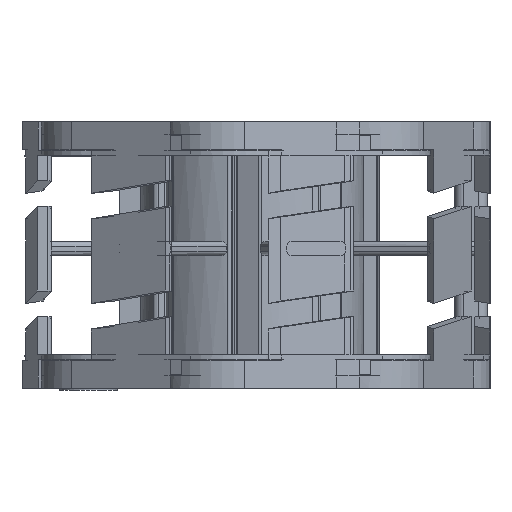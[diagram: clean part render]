
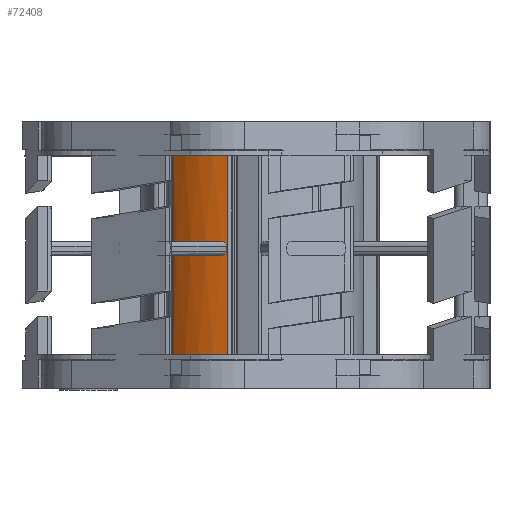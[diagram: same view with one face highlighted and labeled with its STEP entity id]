
A CAD part, left-side view. The second image highlights one B-rep face of the part: STEP entity #72408.
In plain terms, the highlighted cylindrical face has radius 11.61 mm (diameter 23.22 mm), a partial arc.
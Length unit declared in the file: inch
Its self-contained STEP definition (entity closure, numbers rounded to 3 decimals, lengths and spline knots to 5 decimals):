
#1817 = CARTESIAN_POINT ( 'NONE',  ( -0.74691, 0.81507, 0.03622 ) ) ;
#3537 = EDGE_CURVE ( 'NONE', #40522, #25775, #61040, .T. ) ;
#4085 = CARTESIAN_POINT ( 'NONE',  ( -0.63613, 1.02116, 0.05591 ) ) ;
#4227 = DIRECTION ( 'NONE',  ( 0., 0., 1. ) ) ;
#4841 = CARTESIAN_POINT ( 'NONE',  ( -0.74811, 0.80994, 0. ) ) ;
#5178 = VERTEX_POINT ( 'NONE', #11268 ) ;
#5366 = CARTESIAN_POINT ( 'NONE',  ( -0.62725, 1.03041, 0.00009 ) ) ;
#6927 = B_SPLINE_CURVE_WITH_KNOTS ( 'NONE', 3,
 ( #4085, #82534, #67688, #33774 ),
 .UNSPECIFIED., .F., .F.,
 ( 4, 4 ),
 ( 0., 0.00049 ),
 .UNSPECIFIED. ) ;
#6970 = EDGE_CURVE ( 'NONE', #11998, #40915, #41532, .T. ) ;
#7216 = AXIS2_PLACEMENT_3D ( 'NONE', #85676, #23422, #71745 ) ;
#9231 = CARTESIAN_POINT ( 'NONE',  ( -0.74691, 0.81507, 0.04156 ) ) ;
#9568 = CARTESIAN_POINT ( 'NONE',  ( -0.62461, 1.03304, 0. ) ) ;
#9720 = VECTOR ( 'NONE', #4227, 39.37008 ) ;
#11268 = CARTESIAN_POINT ( 'NONE',  ( -0.74691, 0.81507, 0.01654 ) ) ;
#11776 = VERTEX_POINT ( 'NONE', #84018 ) ;
#11998 = VERTEX_POINT ( 'NONE', #74673 ) ;
#12099 = CARTESIAN_POINT ( 'NONE',  ( -0.30232, 0.70891, 0. ) ) ;
#13632 = EDGE_CURVE ( 'NONE', #40522, #35861, #47313, .T. ) ;
#14316 = CARTESIAN_POINT ( 'NONE',  ( -0.74311, 0.83002, -0.00315 ) ) ;
#14596 = ORIENTED_EDGE ( 'NONE', *, *, #27630, .F. ) ;
#14705 = EDGE_CURVE ( 'NONE', #25775, #40912, #25249, .T. ) ;
#14832 = CARTESIAN_POINT ( 'NONE',  ( -0.74811, 0.80994, 0.41339 ) ) ;
#15599 = DIRECTION ( 'NONE',  ( 0., 0., -1. ) ) ;
#16167 = CARTESIAN_POINT ( 'NONE',  ( -0.74446, 0.82493, 0.05388 ) ) ;
#16322 = VERTEX_POINT ( 'NONE', #78952 ) ;
#18722 = ORIENTED_EDGE ( 'NONE', *, *, #57604, .T. ) ;
#21290 = CARTESIAN_POINT ( 'NONE',  ( -0.74163, 0.83515, -0.00315 ) ) ;
#22214 = CARTESIAN_POINT ( 'NONE',  ( -0.30232, 0.70891, -0.00315 ) ) ;
#23422 = DIRECTION ( 'NONE',  ( 0., 0., 1. ) ) ;
#25249 = CIRCLE ( 'NONE', #69726, 0.45709 ) ;
#25264 = DIRECTION ( 'NONE',  ( 0., 0., 1. ) ) ;
#25581 = DIRECTION ( 'NONE',  ( 0., 0., 1. ) ) ;
#25775 = VERTEX_POINT ( 'NONE', #14832 ) ;
#26894 = DIRECTION ( 'NONE',  ( 0., 0., -1. ) ) ;
#27590 = ORIENTED_EDGE ( 'NONE', *, *, #41268, .F. ) ;
#27630 = EDGE_CURVE ( 'NONE', #16322, #40915, #35187, .T. ) ;
#28114 = ORIENTED_EDGE ( 'NONE', *, *, #3537, .T. ) ;
#28270 = CARTESIAN_POINT ( 'NONE',  ( -0.74636, 0.81741, 0.00603 ) ) ;
#30823 = VERTEX_POINT ( 'NONE', #88443 ) ;
#31850 = CARTESIAN_POINT ( 'NONE',  ( -0.63613, 1.02116, -0.00315 ) ) ;
#33434 = CARTESIAN_POINT ( 'NONE',  ( -0.62461, 1.03304, 0. ) ) ;
#33704 = CARTESIAN_POINT ( 'NONE',  ( -0.63168, 1.02592, -0.00315 ) ) ;
#33774 = CARTESIAN_POINT ( 'NONE',  ( -0.62461, 1.03304, 0.04732 ) ) ;
#34372 = CYLINDRICAL_SURFACE ( 'NONE', #62959, 0.45709 ) ;
#35187 = B_SPLINE_CURVE_WITH_KNOTS ( 'NONE', 3,
 ( #70790, #5366, #33704, #61582 ),
 .UNSPECIFIED., .F., .F.,
 ( 4, 4 ),
 ( 0., 0.00049 ),
 .UNSPECIFIED. ) ;
#35861 = VERTEX_POINT ( 'NONE', #50186 ) ;
#37558 = CARTESIAN_POINT ( 'NONE',  ( -0.7431, 0.83002, 0.05591 ) ) ;
#40522 = VERTEX_POINT ( 'NONE', #66776 ) ;
#40912 = VERTEX_POINT ( 'NONE', #52300 ) ;
#40915 = VERTEX_POINT ( 'NONE', #31850 ) ;
#41268 = EDGE_CURVE ( 'NONE', #5178, #11776, #52999, .T. ) ;
#41532 = CIRCLE ( 'NONE', #53453, 0.45709 ) ;
#41987 = EDGE_CURVE ( 'NONE', #40912, #63988, #79687, .T. ) ;
#42852 = CARTESIAN_POINT ( 'NONE',  ( -0.30232, 0.70891, 0.41339 ) ) ;
#45703 = ORIENTED_EDGE ( 'NONE', *, *, #14705, .T. ) ;
#46138 = VECTOR ( 'NONE', #26894, 39.37008 ) ;
#47313 = CIRCLE ( 'NONE', #50288, 0.45709 ) ;
#48689 = LINE ( 'NONE', #33434, #46138 ) ;
#50186 = CARTESIAN_POINT ( 'NONE',  ( -0.62461, 1.03304, -0.41339 ) ) ;
#50285 = CARTESIAN_POINT ( 'NONE',  ( -0.30232, 0.70891, -0.41339 ) ) ;
#50288 = AXIS2_PLACEMENT_3D ( 'NONE', #50285, #78600, #65604 ) ;
#50567 = DIRECTION ( 'NONE',  ( 0., 0., -1. ) ) ;
#51325 = B_SPLINE_CURVE_WITH_KNOTS ( 'NONE', 3,
 ( #1817, #9231, #51949, #16167, #37558, #58925 ),
 .UNSPECIFIED., .F., .F.,
 ( 4, 2, 4 ),
 ( 0., 0.0004, 0.0008 ),
 .UNSPECIFIED. ) ;
#51404 = ORIENTED_EDGE ( 'NONE', *, *, #41987, .T. ) ;
#51949 = CARTESIAN_POINT ( 'NONE',  ( -0.74636, 0.81742, 0.04673 ) ) ;
#52207 = EDGE_CURVE ( 'NONE', #11998, #5178, #59218, .T. ) ;
#52300 = CARTESIAN_POINT ( 'NONE',  ( -0.62461, 1.03304, 0.41339 ) ) ;
#52999 = LINE ( 'NONE', #75718, #9720 ) ;
#53453 = AXIS2_PLACEMENT_3D ( 'NONE', #22214, #50567, #78880 ) ;
#55199 = ORIENTED_EDGE ( 'NONE', *, *, #87194, .T. ) ;
#56004 = CARTESIAN_POINT ( 'NONE',  ( -0.63613, 1.02116, 0.05591 ) ) ;
#57536 = CARTESIAN_POINT ( 'NONE',  ( -0.62461, 1.03304, 0.04732 ) ) ;
#57602 = CIRCLE ( 'NONE', #7216, 0.45709 ) ;
#57604 = EDGE_CURVE ( 'NONE', #16322, #35861, #48689, .T. ) ;
#58450 = CARTESIAN_POINT ( 'NONE',  ( -0.74691, 0.81507, 0.01119 ) ) ;
#58925 = CARTESIAN_POINT ( 'NONE',  ( -0.74163, 0.83515, 0.05591 ) ) ;
#59218 = B_SPLINE_CURVE_WITH_KNOTS ( 'NONE', 3,
 ( #21290, #14316, #72840, #28270, #58450, #77938 ),
 .UNSPECIFIED., .F., .F.,
 ( 4, 2, 4 ),
 ( 0., 0.0004, 0.0008 ),
 .UNSPECIFIED. ) ;
#61040 = LINE ( 'NONE', #4841, #68447 ) ;
#61582 = CARTESIAN_POINT ( 'NONE',  ( -0.63613, 1.02116, -0.00315 ) ) ;
#61596 = ORIENTED_EDGE ( 'NONE', *, *, #72697, .F. ) ;
#62430 = DIRECTION ( 'NONE',  ( -0.549, -0.836, 0. ) ) ;
#62959 = AXIS2_PLACEMENT_3D ( 'NONE', #12099, #25581, #83142 ) ;
#63701 = ORIENTED_EDGE ( 'NONE', *, *, #6970, .T. ) ;
#63988 = VERTEX_POINT ( 'NONE', #57536 ) ;
#65604 = DIRECTION ( 'NONE',  ( -0.549, -0.836, 0. ) ) ;
#66776 = CARTESIAN_POINT ( 'NONE',  ( -0.74811, 0.80994, -0.41339 ) ) ;
#67688 = CARTESIAN_POINT ( 'NONE',  ( -0.62725, 1.03041, 0.05267 ) ) ;
#68447 = VECTOR ( 'NONE', #25264, 39.37008 ) ;
#69390 = DIRECTION ( 'NONE',  ( 0., 0., -1. ) ) ;
#69726 = AXIS2_PLACEMENT_3D ( 'NONE', #42852, #69390, #62430 ) ;
#70635 = VECTOR ( 'NONE', #15599, 39.37008 ) ;
#70650 = ORIENTED_EDGE ( 'NONE', *, *, #79731, .F. ) ;
#70790 = CARTESIAN_POINT ( 'NONE',  ( -0.62461, 1.03304, 0.00543 ) ) ;
#71745 = DIRECTION ( 'NONE',  ( -0.549, -0.836, 0. ) ) ;
#72408 = ADVANCED_FACE ( 'NONE', ( #90115 ), #34372, .T. ) ;
#72697 = EDGE_CURVE ( 'NONE', #11776, #30823, #51325, .T. ) ;
#72840 = CARTESIAN_POINT ( 'NONE',  ( -0.74445, 0.82496, -0.00114 ) ) ;
#74673 = CARTESIAN_POINT ( 'NONE',  ( -0.74163, 0.83515, -0.00315 ) ) ;
#75718 = CARTESIAN_POINT ( 'NONE',  ( -0.74691, 0.81507, 0.01654 ) ) ;
#77938 = CARTESIAN_POINT ( 'NONE',  ( -0.74691, 0.81507, 0.01654 ) ) ;
#78600 = DIRECTION ( 'NONE',  ( 0., 0., -1. ) ) ;
#78880 = DIRECTION ( 'NONE',  ( -0.549, -0.836, 0. ) ) ;
#78952 = CARTESIAN_POINT ( 'NONE',  ( -0.62461, 1.03304, 0.00543 ) ) ;
#79687 = LINE ( 'NONE', #9568, #70635 ) ;
#79731 = EDGE_CURVE ( 'NONE', #88204, #63988, #6927, .T. ) ;
#80284 = EDGE_LOOP ( 'NONE', ( #45703, #51404, #70650, #55199, #61596, #27590, #81864, #63701, #14596, #18722, #84619, #28114 ) ) ;
#81864 = ORIENTED_EDGE ( 'NONE', *, *, #52207, .F. ) ;
#82534 = CARTESIAN_POINT ( 'NONE',  ( -0.63168, 1.02592, 0.05591 ) ) ;
#83142 = DIRECTION ( 'NONE',  ( -0.549, -0.836, 0. ) ) ;
#84018 = CARTESIAN_POINT ( 'NONE',  ( -0.74691, 0.81507, 0.03622 ) ) ;
#84619 = ORIENTED_EDGE ( 'NONE', *, *, #13632, .F. ) ;
#85676 = CARTESIAN_POINT ( 'NONE',  ( -0.30232, 0.70891, 0.05591 ) ) ;
#87194 = EDGE_CURVE ( 'NONE', #88204, #30823, #57602, .T. ) ;
#88204 = VERTEX_POINT ( 'NONE', #56004 ) ;
#88443 = CARTESIAN_POINT ( 'NONE',  ( -0.74163, 0.83515, 0.05591 ) ) ;
#90115 = FACE_OUTER_BOUND ( 'NONE', #80284, .T. ) ;
